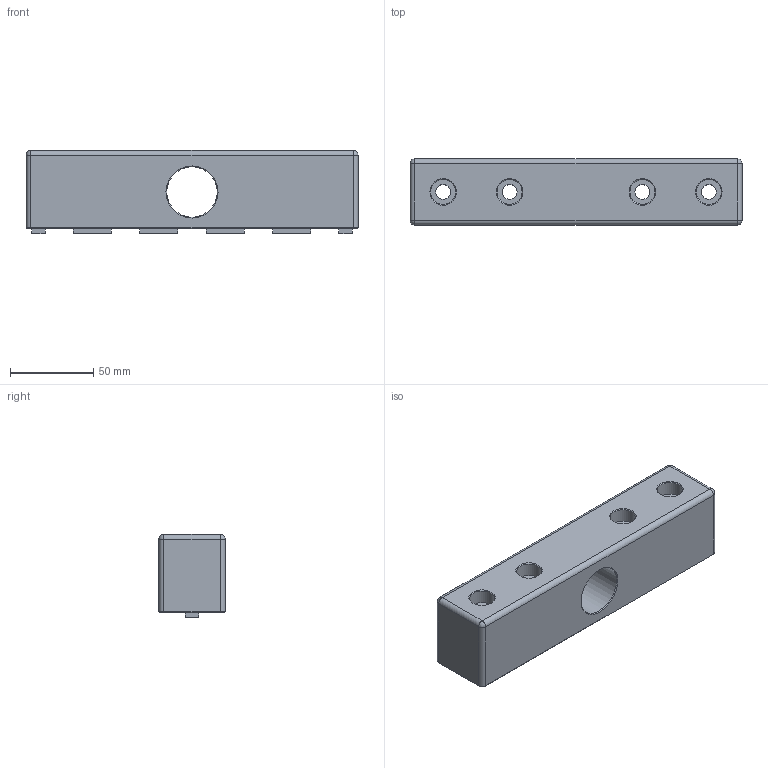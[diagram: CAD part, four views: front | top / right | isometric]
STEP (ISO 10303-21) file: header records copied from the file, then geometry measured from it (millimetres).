
FILE_DESCRIPTION(/* description */ (''),/* implementation_level */ '2;1');
FILE_NAME(/* name */ '10409_KriTec_Adapterblock_8_fuer_Bodenhuelse_M32.stp',/* time_stamp */ '2014-06-13T16:03:15+02:00',/* author */ ('kostic'),/* organization */ (''),/* preprocessor_version */ 'ST-DEVELOPER v15.2',/* originating_system */ 'Autodesk Inventor 2014',/* authorisation */ '');
FILE_SCHEMA (('AUTOMOTIVE_DESIGN { 1 0 10303 214 3 1 1 }'));
Length unit declared in the file: millimetre
Products named in the file (1): 10409_KriTec_Adapterblock_8_fuer_Bodenhuelse_M32
Bounding box: 200 x 40 x 50 mm (x, y, z)
Volume: 332178.7 mm3; surface area: 46195.7 mm2
Topology: 1 solids, 1 shells, 79 faces, 176 edges, 105 vertices
Faces by surface type: plane 44, cylinder 17, cone 14, sphere 4
Full cylindrical faces by diameter (mm): 9 x4, 15 x4, 30.376 x1
Entity records: 2059 total; most frequent: DIRECTION 360, CARTESIAN_POINT 336, ORIENTED_EDGE 304, EDGE_CURVE 152, AXIS2_PLACEMENT_3D 128, EDGE_LOOP 118, LINE 104, VECTOR 104
